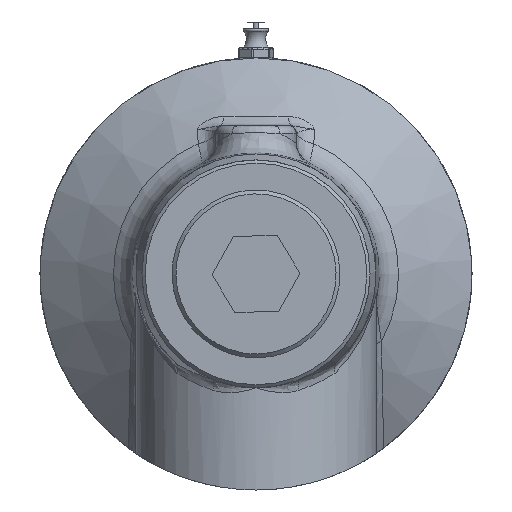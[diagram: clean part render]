
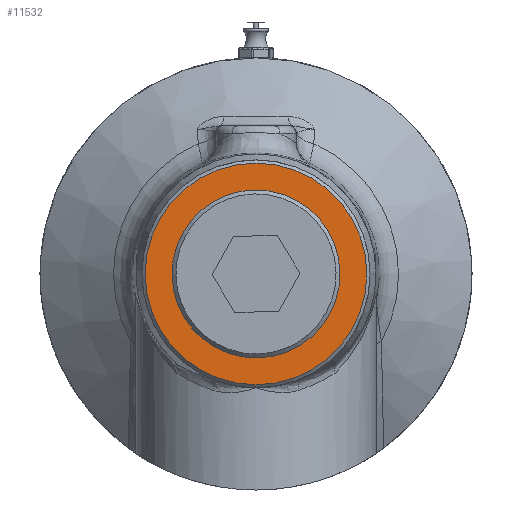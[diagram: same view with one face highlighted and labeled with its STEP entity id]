
A CAD part, left-side view. The second image highlights one B-rep face of the part: STEP entity #11532.
In plain terms, the highlighted planar face has unit normal (-1, 0, 0).
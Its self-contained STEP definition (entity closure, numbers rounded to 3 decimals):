
#561=PLANE('',#12331);
#665=FACE_BOUND('',#1964,.T.);
#1264=FACE_OUTER_BOUND('',#1963,.T.);
#1963=EDGE_LOOP('',(#10412));
#1964=EDGE_LOOP('',(#10413));
#2839=CIRCLE('',#12143,20.763);
#2937=CIRCLE('',#12330,27.7);
#5327=VERTEX_POINT('',#86522);
#5446=VERTEX_POINT('',#87313);
#6912=EDGE_CURVE('',#5327,#5327,#2839,.T.);
#7113=EDGE_CURVE('',#5446,#5446,#2937,.T.);
#10412=ORIENTED_EDGE('',*,*,#7113,.F.);
#10413=ORIENTED_EDGE('',*,*,#6912,.T.);
#11532=ADVANCED_FACE('',(#1264,#665),#561,.F.);
#12143=AXIS2_PLACEMENT_3D('',#86524,#14085,#14086);
#12330=AXIS2_PLACEMENT_3D('',#87315,#14548,#14549);
#12331=AXIS2_PLACEMENT_3D('',#87316,#14550,#14551);
#14085=DIRECTION('center_axis',(1.,0.,0.));
#14086=DIRECTION('ref_axis',(0.,1.,-0.018));
#14548=DIRECTION('center_axis',(1.,0.,0.));
#14549=DIRECTION('ref_axis',(0.,1.,0.));
#14550=DIRECTION('center_axis',(1.,0.,0.));
#14551=DIRECTION('ref_axis',(0.,0.,-1.));
#86522=CARTESIAN_POINT('',(-147.9,-20.759,0.383));
#86524=CARTESIAN_POINT('Origin',(-147.9,0.,0.));
#87313=CARTESIAN_POINT('',(-147.9,-27.7,0.));
#87315=CARTESIAN_POINT('Origin',(-147.9,0.,0.));
#87316=CARTESIAN_POINT('Origin',(-147.9,67.748,0.));
